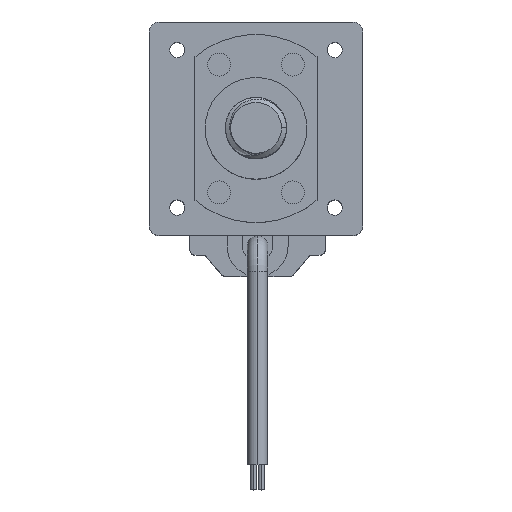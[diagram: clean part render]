
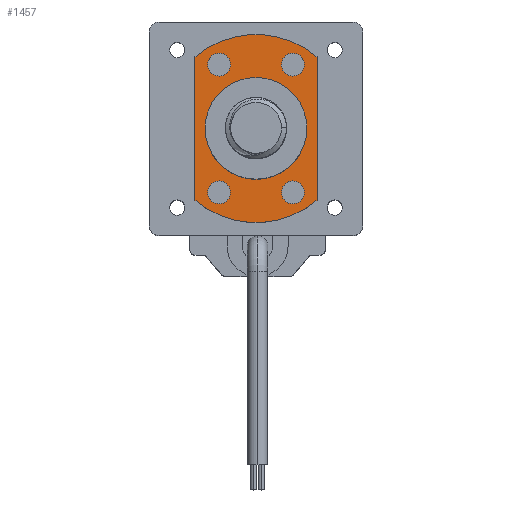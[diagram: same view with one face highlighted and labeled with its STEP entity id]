
A CAD part, top view. The second image highlights one B-rep face of the part: STEP entity #1457.
In plain terms, the highlighted planar face has unit normal (0, 0, 1).
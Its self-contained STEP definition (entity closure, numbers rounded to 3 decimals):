
#116 = DIRECTION ( 'NONE',  ( 1., 0., 0. ) ) ;
#520 = EDGE_LOOP ( 'NONE', ( #9354, #12370, #23445, #22919 ) ) ;
#588 = DIRECTION ( 'NONE',  ( 0., 0., 1. ) ) ;
#635 = AXIS2_PLACEMENT_3D ( 'NONE', #8476, #12728, #19443 ) ;
#665 = CARTESIAN_POINT ( 'NONE',  ( -10., 0., 74.6 ) ) ;
#1036 = CARTESIAN_POINT ( 'NONE',  ( 7.25, -12.557, 74.6 ) ) ;
#1218 = CARTESIAN_POINT ( 'NONE',  ( 0., 0., 74.6 ) ) ;
#1403 = DIRECTION ( 'NONE',  ( 0., 1., 0. ) ) ;
#1457 = ADVANCED_FACE ( 'NONE', ( #26142, #15285, #4200, #24127, #10874, #26420 ), #19578, .T. ) ;
#1762 = AXIS2_PLACEMENT_3D ( 'NONE', #11372, #588, #18364 ) ;
#1815 = CARTESIAN_POINT ( 'NONE',  ( -12., 14.08, 74.6 ) ) ;
#2187 = EDGE_CURVE ( 'NONE', #7108, #22283, #7663, .T. ) ;
#2425 = AXIS2_PLACEMENT_3D ( 'NONE', #22476, #16202, #24338 ) ;
#2470 = VERTEX_POINT ( 'NONE', #665 ) ;
#2627 = EDGE_LOOP ( 'NONE', ( #4458, #27343 ) ) ;
#2844 = CARTESIAN_POINT ( 'NONE',  ( 9.5, -12.557, 74.6 ) ) ;
#3114 = AXIS2_PLACEMENT_3D ( 'NONE', #17213, #21222, #16928 ) ;
#4200 = FACE_BOUND ( 'NONE', #2627, .T. ) ;
#4241 = CARTESIAN_POINT ( 'NONE',  ( -5., -12.557, 74.6 ) ) ;
#4248 = VERTEX_POINT ( 'NONE', #18981 ) ;
#4458 = ORIENTED_EDGE ( 'NONE', *, *, #8954, .F. ) ;
#5101 = CARTESIAN_POINT ( 'NONE',  ( 5., 12.557, 74.6 ) ) ;
#5433 = ORIENTED_EDGE ( 'NONE', *, *, #19701, .F. ) ;
#5593 = VECTOR ( 'NONE', #1403, 1000. ) ;
#5601 = DIRECTION ( 'NONE',  ( 1., 0., 0. ) ) ;
#5842 = AXIS2_PLACEMENT_3D ( 'NONE', #17881, #18551, #5601 ) ;
#6239 = CARTESIAN_POINT ( 'NONE',  ( 7.25, 12.557, 74.6 ) ) ;
#6554 = CARTESIAN_POINT ( 'NONE',  ( -9.5, -12.557, 74.6 ) ) ;
#6624 = CARTESIAN_POINT ( 'NONE',  ( 0., 0., 74.6 ) ) ;
#6901 = AXIS2_PLACEMENT_3D ( 'NONE', #6624, #25862, #23988 ) ;
#7108 = VERTEX_POINT ( 'NONE', #23556 ) ;
#7663 = LINE ( 'NONE', #20475, #5593 ) ;
#7943 = CARTESIAN_POINT ( 'NONE',  ( -7.25, 12.557, 74.6 ) ) ;
#8476 = CARTESIAN_POINT ( 'NONE',  ( 7.25, -12.557, 74.6 ) ) ;
#8516 = EDGE_LOOP ( 'NONE', ( #10375, #17159 ) ) ;
#8554 = CIRCLE ( 'NONE', #28124, 18.5 ) ;
#8954 = EDGE_CURVE ( 'NONE', #21177, #15403, #25341, .T. ) ;
#9040 = CIRCLE ( 'NONE', #12667, 2.25 ) ;
#9218 = ORIENTED_EDGE ( 'NONE', *, *, #26016, .F. ) ;
#9271 = AXIS2_PLACEMENT_3D ( 'NONE', #6239, #28173, #116 ) ;
#9274 = EDGE_CURVE ( 'NONE', #25873, #26255, #19456, .T. ) ;
#9354 = ORIENTED_EDGE ( 'NONE', *, *, #13467, .T. ) ;
#9732 = CIRCLE ( 'NONE', #9271, 2.25 ) ;
#10148 = AXIS2_PLACEMENT_3D ( 'NONE', #1036, #22373, #20395 ) ;
#10165 = AXIS2_PLACEMENT_3D ( 'NONE', #15813, #20386, #26926 ) ;
#10317 = DIRECTION ( 'NONE',  ( 0., 0., 1. ) ) ;
#10375 = ORIENTED_EDGE ( 'NONE', *, *, #12629, .F. ) ;
#10874 = FACE_BOUND ( 'NONE', #11817, .T. ) ;
#10890 = EDGE_LOOP ( 'NONE', ( #23683, #19999 ) ) ;
#11372 = CARTESIAN_POINT ( 'NONE',  ( 0., 0., 74.6 ) ) ;
#11562 = EDGE_LOOP ( 'NONE', ( #27358, #12190 ) ) ;
#11580 = DIRECTION ( 'NONE',  ( 1., 0., 0. ) ) ;
#11817 = EDGE_LOOP ( 'NONE', ( #9218, #5433 ) ) ;
#12190 = ORIENTED_EDGE ( 'NONE', *, *, #24605, .F. ) ;
#12370 = ORIENTED_EDGE ( 'NONE', *, *, #2187, .T. ) ;
#12384 = AXIS2_PLACEMENT_3D ( 'NONE', #14829, #12420, #18975 ) ;
#12420 = DIRECTION ( 'NONE',  ( 0., 0., 1. ) ) ;
#12629 = EDGE_CURVE ( 'NONE', #2470, #4248, #18577, .T. ) ;
#12667 = AXIS2_PLACEMENT_3D ( 'NONE', #25565, #10317, #25429 ) ;
#12728 = DIRECTION ( 'NONE',  ( 0., 0., 1. ) ) ;
#13019 = AXIS2_PLACEMENT_3D ( 'NONE', #7943, #18459, #27732 ) ;
#13104 = EDGE_CURVE ( 'NONE', #4248, #2470, #27229, .T. ) ;
#13130 = VERTEX_POINT ( 'NONE', #13761 ) ;
#13296 = CIRCLE ( 'NONE', #2425, 2.25 ) ;
#13467 = EDGE_CURVE ( 'NONE', #26255, #7108, #8554, .T. ) ;
#13761 = CARTESIAN_POINT ( 'NONE',  ( 9.5, 12.557, 74.6 ) ) ;
#13999 = CIRCLE ( 'NONE', #1762, 18.5 ) ;
#14197 = CIRCLE ( 'NONE', #12384, 2.25 ) ;
#14279 = EDGE_CURVE ( 'NONE', #22283, #25873, #13999, .T. ) ;
#14829 = CARTESIAN_POINT ( 'NONE',  ( -7.25, -12.557, 74.6 ) ) ;
#15176 = EDGE_CURVE ( 'NONE', #15403, #21177, #9040, .T. ) ;
#15285 = FACE_BOUND ( 'NONE', #10890, .T. ) ;
#15403 = VERTEX_POINT ( 'NONE', #28085 ) ;
#15813 = CARTESIAN_POINT ( 'NONE',  ( 7.25, 12.557, 74.6 ) ) ;
#16202 = DIRECTION ( 'NONE',  ( 0., 0., 1. ) ) ;
#16541 = CIRCLE ( 'NONE', #635, 2.25 ) ;
#16820 = CARTESIAN_POINT ( 'NONE',  ( 5., -12.557, 74.6 ) ) ;
#16928 = DIRECTION ( 'NONE',  ( 1., 0., 0. ) ) ;
#17159 = ORIENTED_EDGE ( 'NONE', *, *, #13104, .F. ) ;
#17213 = CARTESIAN_POINT ( 'NONE',  ( 0., 0., 74.6 ) ) ;
#17459 = DIRECTION ( 'NONE',  ( 0., -1., 0. ) ) ;
#17876 = VERTEX_POINT ( 'NONE', #16820 ) ;
#17881 = CARTESIAN_POINT ( 'NONE',  ( 0., 0., 74.6 ) ) ;
#18364 = DIRECTION ( 'NONE',  ( 1., 0., 0. ) ) ;
#18459 = DIRECTION ( 'NONE',  ( 0., 0., 1. ) ) ;
#18551 = DIRECTION ( 'NONE',  ( 0., 0., 1. ) ) ;
#18577 = CIRCLE ( 'NONE', #5842, 10. ) ;
#18975 = DIRECTION ( 'NONE',  ( -1., 0., 0. ) ) ;
#18981 = CARTESIAN_POINT ( 'NONE',  ( 10., 0., 74.6 ) ) ;
#19310 = CARTESIAN_POINT ( 'NONE',  ( 12., 14.08, 74.6 ) ) ;
#19443 = DIRECTION ( 'NONE',  ( -1., 0., 0. ) ) ;
#19456 = LINE ( 'NONE', #1815, #21267 ) ;
#19578 = PLANE ( 'NONE',  #6901 ) ;
#19701 = EDGE_CURVE ( 'NONE', #13130, #27236, #9732, .T. ) ;
#19999 = ORIENTED_EDGE ( 'NONE', *, *, #27108, .F. ) ;
#20386 = DIRECTION ( 'NONE',  ( 0., 0., 1. ) ) ;
#20395 = DIRECTION ( 'NONE',  ( -1., 0., 0. ) ) ;
#20475 = CARTESIAN_POINT ( 'NONE',  ( 12., 14.08, 74.6 ) ) ;
#21071 = VERTEX_POINT ( 'NONE', #2844 ) ;
#21177 = VERTEX_POINT ( 'NONE', #22916 ) ;
#21222 = DIRECTION ( 'NONE',  ( 0., 0., 1. ) ) ;
#21267 = VECTOR ( 'NONE', #17459, 1000. ) ;
#21519 = CIRCLE ( 'NONE', #10165, 2.25 ) ;
#21767 = VERTEX_POINT ( 'NONE', #4241 ) ;
#22283 = VERTEX_POINT ( 'NONE', #19310 ) ;
#22373 = DIRECTION ( 'NONE',  ( 0., 0., 1. ) ) ;
#22476 = CARTESIAN_POINT ( 'NONE',  ( -7.25, -12.557, 74.6 ) ) ;
#22841 = DIRECTION ( 'NONE',  ( 0., 0., 1. ) ) ;
#22916 = CARTESIAN_POINT ( 'NONE',  ( -9.5, 12.557, 74.6 ) ) ;
#22919 = ORIENTED_EDGE ( 'NONE', *, *, #9274, .T. ) ;
#23445 = ORIENTED_EDGE ( 'NONE', *, *, #14279, .T. ) ;
#23556 = CARTESIAN_POINT ( 'NONE',  ( 12., -14.08, 74.6 ) ) ;
#23683 = ORIENTED_EDGE ( 'NONE', *, *, #25197, .F. ) ;
#23988 = DIRECTION ( 'NONE',  ( 1., 0., 0. ) ) ;
#24086 = CARTESIAN_POINT ( 'NONE',  ( -12., 14.08, 74.6 ) ) ;
#24127 = FACE_OUTER_BOUND ( 'NONE', #520, .T. ) ;
#24338 = DIRECTION ( 'NONE',  ( -1., 0., 0. ) ) ;
#24605 = EDGE_CURVE ( 'NONE', #21071, #17876, #24658, .T. ) ;
#24658 = CIRCLE ( 'NONE', #10148, 2.25 ) ;
#25197 = EDGE_CURVE ( 'NONE', #26800, #21767, #14197, .T. ) ;
#25341 = CIRCLE ( 'NONE', #13019, 2.25 ) ;
#25429 = DIRECTION ( 'NONE',  ( 1., 0., 0. ) ) ;
#25565 = CARTESIAN_POINT ( 'NONE',  ( -7.25, 12.557, 74.6 ) ) ;
#25862 = DIRECTION ( 'NONE',  ( 0., 0., 1. ) ) ;
#25873 = VERTEX_POINT ( 'NONE', #24086 ) ;
#26016 = EDGE_CURVE ( 'NONE', #27236, #13130, #21519, .T. ) ;
#26142 = FACE_BOUND ( 'NONE', #8516, .T. ) ;
#26255 = VERTEX_POINT ( 'NONE', #27470 ) ;
#26420 = FACE_BOUND ( 'NONE', #11562, .T. ) ;
#26800 = VERTEX_POINT ( 'NONE', #6554 ) ;
#26926 = DIRECTION ( 'NONE',  ( 1., 0., 0. ) ) ;
#27108 = EDGE_CURVE ( 'NONE', #21767, #26800, #13296, .T. ) ;
#27229 = CIRCLE ( 'NONE', #3114, 10. ) ;
#27236 = VERTEX_POINT ( 'NONE', #5101 ) ;
#27343 = ORIENTED_EDGE ( 'NONE', *, *, #15176, .F. ) ;
#27358 = ORIENTED_EDGE ( 'NONE', *, *, #27428, .F. ) ;
#27428 = EDGE_CURVE ( 'NONE', #17876, #21071, #16541, .T. ) ;
#27470 = CARTESIAN_POINT ( 'NONE',  ( -12., -14.08, 74.6 ) ) ;
#27732 = DIRECTION ( 'NONE',  ( 1., 0., 0. ) ) ;
#28085 = CARTESIAN_POINT ( 'NONE',  ( -5., 12.557, 74.6 ) ) ;
#28124 = AXIS2_PLACEMENT_3D ( 'NONE', #1218, #22841, #11580 ) ;
#28173 = DIRECTION ( 'NONE',  ( 0., 0., 1. ) ) ;
